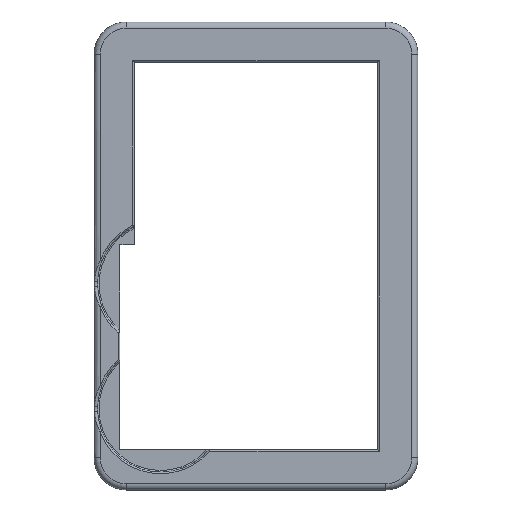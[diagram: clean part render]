
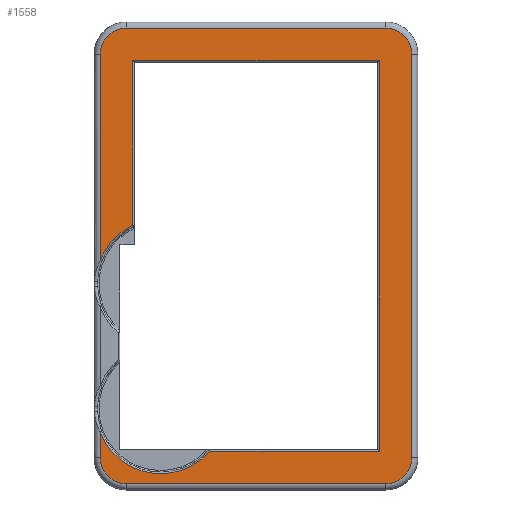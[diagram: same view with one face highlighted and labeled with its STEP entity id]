
A CAD part, top view. The second image highlights one B-rep face of the part: STEP entity #1558.
In plain terms, the highlighted planar face has unit normal (0, 0, 1).
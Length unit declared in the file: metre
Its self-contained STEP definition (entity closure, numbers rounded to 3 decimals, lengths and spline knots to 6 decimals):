
#63=PLANE('',#1687);
#125=CIRCLE('',#1688,0.0161);
#126=CIRCLE('',#1689,0.0065);
#127=CIRCLE('',#1690,0.0065);
#128=CIRCLE('',#1691,0.0065);
#129=CIRCLE('',#1692,0.0065);
#130=CIRCLE('',#1693,0.0161);
#293=ORIENTED_EDGE('',*,*,#736,.T.);
#294=ORIENTED_EDGE('',*,*,#737,.T.);
#295=ORIENTED_EDGE('',*,*,#738,.T.);
#296=ORIENTED_EDGE('',*,*,#739,.T.);
#297=ORIENTED_EDGE('',*,*,#740,.T.);
#298=ORIENTED_EDGE('',*,*,#741,.T.);
#299=ORIENTED_EDGE('',*,*,#742,.T.);
#300=ORIENTED_EDGE('',*,*,#743,.T.);
#301=ORIENTED_EDGE('',*,*,#744,.T.);
#302=ORIENTED_EDGE('',*,*,#745,.T.);
#303=ORIENTED_EDGE('',*,*,#746,.T.);
#304=ORIENTED_EDGE('',*,*,#747,.T.);
#305=ORIENTED_EDGE('',*,*,#748,.T.);
#306=ORIENTED_EDGE('',*,*,#749,.T.);
#307=ORIENTED_EDGE('',*,*,#750,.T.);
#736=EDGE_CURVE('',#952,#953,#1093,.T.);
#737=EDGE_CURVE('',#953,#954,#125,.F.);
#738=EDGE_CURVE('',#954,#955,#1094,.T.);
#739=EDGE_CURVE('',#955,#956,#126,.T.);
#740=EDGE_CURVE('',#956,#957,#1095,.T.);
#741=EDGE_CURVE('',#957,#958,#127,.T.);
#742=EDGE_CURVE('',#958,#959,#1096,.F.);
#743=EDGE_CURVE('',#959,#960,#128,.T.);
#744=EDGE_CURVE('',#960,#961,#1097,.F.);
#745=EDGE_CURVE('',#961,#962,#129,.T.);
#746=EDGE_CURVE('',#962,#963,#1098,.T.);
#747=EDGE_CURVE('',#963,#964,#130,.F.);
#748=EDGE_CURVE('',#964,#965,#1099,.T.);
#749=EDGE_CURVE('',#965,#966,#1100,.T.);
#750=EDGE_CURVE('',#966,#952,#1101,.T.);
#952=VERTEX_POINT('',#2503);
#953=VERTEX_POINT('',#2504);
#954=VERTEX_POINT('',#2506);
#955=VERTEX_POINT('',#2508);
#956=VERTEX_POINT('',#2510);
#957=VERTEX_POINT('',#2512);
#958=VERTEX_POINT('',#2514);
#959=VERTEX_POINT('',#2516);
#960=VERTEX_POINT('',#2518);
#961=VERTEX_POINT('',#2520);
#962=VERTEX_POINT('',#2522);
#963=VERTEX_POINT('',#2524);
#964=VERTEX_POINT('',#2526);
#965=VERTEX_POINT('',#2528);
#966=VERTEX_POINT('',#2530);
#1093=LINE('',#2502,#1219);
#1094=LINE('',#2507,#1220);
#1095=LINE('',#2511,#1221);
#1096=LINE('',#2515,#1222);
#1097=LINE('',#2519,#1223);
#1098=LINE('',#2523,#1224);
#1099=LINE('',#2527,#1225);
#1100=LINE('',#2529,#1226);
#1101=LINE('',#2531,#1227);
#1219=VECTOR('',#1965,1.);
#1220=VECTOR('',#1968,1.);
#1221=VECTOR('',#1971,1.);
#1222=VECTOR('',#1974,1.);
#1223=VECTOR('',#1977,1.);
#1224=VECTOR('',#1980,1.);
#1225=VECTOR('',#1983,1.);
#1226=VECTOR('',#1984,1.);
#1227=VECTOR('',#1985,1.);
#1302=EDGE_LOOP('',(#293,#294,#295,#296,#297,#298,#299,#300,#301,#302,#303,
#304,#305,#306,#307));
#1414=FACE_BOUND('',#1302,.T.);
#1558=ADVANCED_FACE('',(#1414),#63,.T.);
#1687=AXIS2_PLACEMENT_3D('',#2501,#1963,#1964);
#1688=AXIS2_PLACEMENT_3D('',#2505,#1966,#1967);
#1689=AXIS2_PLACEMENT_3D('',#2509,#1969,#1970);
#1690=AXIS2_PLACEMENT_3D('',#2513,#1972,#1973);
#1691=AXIS2_PLACEMENT_3D('',#2517,#1975,#1976);
#1692=AXIS2_PLACEMENT_3D('',#2521,#1978,#1979);
#1693=AXIS2_PLACEMENT_3D('',#2525,#1981,#1982);
#1963=DIRECTION('',(0.,0.,1.));
#1964=DIRECTION('',(1.,0.,0.));
#1965=DIRECTION('',(-1.,0.,0.));
#1966=DIRECTION('',(0.,0.,1.));
#1967=DIRECTION('',(1.,0.,0.));
#1968=DIRECTION('',(0.,-1.,0.));
#1969=DIRECTION('',(0.,0.,1.));
#1970=DIRECTION('',(1.,0.,0.));
#1971=DIRECTION('',(1.,0.,0.));
#1972=DIRECTION('',(0.,0.,1.));
#1973=DIRECTION('',(1.,0.,0.));
#1974=DIRECTION('',(0.,-1.,0.));
#1975=DIRECTION('',(0.,0.,1.));
#1976=DIRECTION('',(1.,0.,0.));
#1977=DIRECTION('',(1.,0.,0.));
#1978=DIRECTION('',(0.,0.,1.));
#1979=DIRECTION('',(1.,0.,0.));
#1980=DIRECTION('',(0.,-1.,0.));
#1981=DIRECTION('',(0.,0.,1.));
#1982=DIRECTION('',(1.,0.,0.));
#1983=DIRECTION('',(0.,1.,0.));
#1984=DIRECTION('',(1.,0.,0.));
#1985=DIRECTION('',(0.,-1.,0.));
#2501=CARTESIAN_POINT('',(0.001786,0.,0.01944));
#2502=CARTESIAN_POINT('',(-0.00983,-0.048425,0.01944));
#2503=CARTESIAN_POINT('',(0.03235,-0.048425,0.01944));
#2504=CARTESIAN_POINT('',(-0.009646,-0.048425,0.01944));
#2505=CARTESIAN_POINT('',(-0.021825,-0.037895,0.01944));
#2506=CARTESIAN_POINT('',(-0.03685,-0.043679,0.01944));
#2507=CARTESIAN_POINT('',(-0.03685,-0.049997,0.01944));
#2508=CARTESIAN_POINT('',(-0.03685,-0.049997,0.01944));
#2509=CARTESIAN_POINT('',(-0.03035,-0.049997,0.01944));
#2510=CARTESIAN_POINT('',(-0.03035,-0.056497,0.01944));
#2511=CARTESIAN_POINT('',(0.033922,-0.056497,0.01944));
#2512=CARTESIAN_POINT('',(0.033922,-0.056497,0.01944));
#2513=CARTESIAN_POINT('',(0.033922,-0.049997,0.01944));
#2514=CARTESIAN_POINT('',(0.040422,-0.049997,0.01944));
#2515=CARTESIAN_POINT('',(0.040422,0.,0.01944));
#2516=CARTESIAN_POINT('',(0.040422,0.049997,0.01944));
#2517=CARTESIAN_POINT('',(0.033922,0.049997,0.01944));
#2518=CARTESIAN_POINT('',(0.033922,0.056497,0.01944));
#2519=CARTESIAN_POINT('',(0.001786,0.056497,0.01944));
#2520=CARTESIAN_POINT('',(-0.03035,0.056497,0.01944));
#2521=CARTESIAN_POINT('',(-0.03035,0.049997,0.01944));
#2522=CARTESIAN_POINT('',(-0.03685,0.049997,0.01944));
#2523=CARTESIAN_POINT('',(-0.03685,-0.049997,0.01944));
#2524=CARTESIAN_POINT('',(-0.03685,-0.001161,0.01944));
#2525=CARTESIAN_POINT('',(-0.021825,-0.006945,0.01944));
#2526=CARTESIAN_POINT('',(-0.028778,0.007576,0.01944));
#2527=CARTESIAN_POINT('',(-0.028778,0.048025,0.01944));
#2528=CARTESIAN_POINT('',(-0.028778,0.048425,0.01944));
#2529=CARTESIAN_POINT('',(0.03195,0.048425,0.01944));
#2530=CARTESIAN_POINT('',(0.03235,0.048425,0.01944));
#2531=CARTESIAN_POINT('',(0.03235,-0.048025,0.01944));
